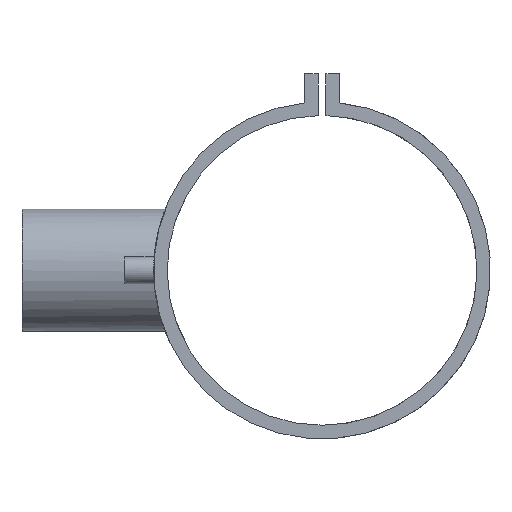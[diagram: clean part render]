
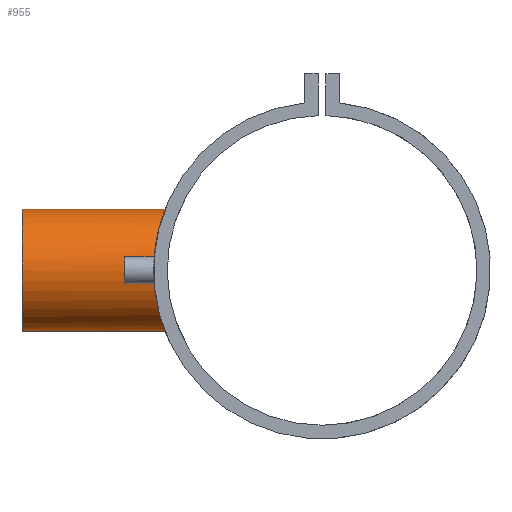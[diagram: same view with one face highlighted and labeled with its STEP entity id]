
A CAD part, left-side view. The second image highlights one B-rep face of the part: STEP entity #955.
In plain terms, the highlighted cylindrical face has radius 31.5 mm (diameter 63 mm), a partial arc.
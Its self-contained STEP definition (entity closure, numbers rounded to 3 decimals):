
#2 = CARTESIAN_POINT ( 'NONE',  ( -31.295, 86.925, 4.147 ) ) ;
#21 = CARTESIAN_POINT ( 'NONE',  ( -8.203, 81.505, 30.431 ) ) ;
#30 = CARTESIAN_POINT ( 'NONE',  ( -8.241, 81.489, -30.474 ) ) ;
#43 = DIRECTION ( 'NONE',  ( 0., 1., 0. ) ) ;
#66 = DIRECTION ( 'NONE',  ( 0., 1., 0. ) ) ;
#141 = CARTESIAN_POINT ( 'NONE',  ( -13.977, 82.288, -28.248 ) ) ;
#147 = CARTESIAN_POINT ( 'NONE',  ( -31.499, 87., 2.091 ) ) ;
#151 = EDGE_CURVE ( 'NONE', #291, #697, #192, .T. ) ;
#153 = CARTESIAN_POINT ( 'NONE',  ( 0., 0., -31.5 ) ) ;
#155 = CARTESIAN_POINT ( 'NONE',  ( -3.619, 81.176, -31.296 ) ) ;
#167 = CARTESIAN_POINT ( 'NONE',  ( -7.2, 81.41, 30.684 ) ) ;
#175 = CARTESIAN_POINT ( 'NONE',  ( -15.793, 82.62, -27.26 ) ) ;
#192 = LINE ( 'NONE', #201, #881 ) ;
#201 = CARTESIAN_POINT ( 'NONE',  ( 0., 0., 31.5 ) ) ;
#237 = ORIENTED_EDGE ( 'NONE', *, *, #278, .F. ) ;
#273 = CARTESIAN_POINT ( 'NONE',  ( -27.987, 85.79, -14.464 ) ) ;
#278 = EDGE_CURVE ( 'NONE', #893, #1853, #1284, .T. ) ;
#283 = CARTESIAN_POINT ( 'NONE',  ( -25.592, 85.038, -18.395 ) ) ;
#291 = VERTEX_POINT ( 'NONE', #1559 ) ;
#296 = CARTESIAN_POINT ( 'NONE',  ( -15.829, 82.611, 27.311 ) ) ;
#304 = CARTESIAN_POINT ( 'NONE',  ( -31.436, 86.977, -2.066 ) ) ;
#314 = CARTESIAN_POINT ( 'NONE',  ( -27.258, 85.554, -15.821 ) ) ;
#371 = CARTESIAN_POINT ( 'NONE',  ( 0., 155., 0. ) ) ;
#382 = CARTESIAN_POINT ( 'NONE',  ( 0., 155., -31.5 ) ) ;
#426 = CARTESIAN_POINT ( 'NONE',  ( -1.034, 81.097, -31.5 ) ) ;
#429 = CIRCLE ( 'NONE', #1738, 31.5 ) ;
#437 = CARTESIAN_POINT ( 'NONE',  ( -2.068, 81.117, -31.449 ) ) ;
#445 = CARTESIAN_POINT ( 'NONE',  ( -30.683, 86.707, 7.204 ) ) ;
#452 = EDGE_CURVE ( 'NONE', #291, #893, #1417, .T. ) ;
#453 = CARTESIAN_POINT ( 'NONE',  ( -23.681, 84.482, 20.797 ) ) ;
#466 = CARTESIAN_POINT ( 'NONE',  ( -11.649, 81.928, 29.272 ) ) ;
#513 = CARTESIAN_POINT ( 'NONE',  ( -2.101, 81.097, 31.5 ) ) ;
#524 = EDGE_LOOP ( 'NONE', ( #237, #542, #723, #623 ) ) ;
#542 = ORIENTED_EDGE ( 'NONE', *, *, #452, .F. ) ;
#563 = CARTESIAN_POINT ( 'NONE',  ( -25.592, 85.038, 18.395 ) ) ;
#574 = CARTESIAN_POINT ( 'NONE',  ( -4.162, 81.179, 31.292 ) ) ;
#586 = CARTESIAN_POINT ( 'NONE',  ( -21.557, 83.911, 22.991 ) ) ;
#595 = CARTESIAN_POINT ( 'NONE',  ( -19.218, 83.34, 24.98 ) ) ;
#604 = CARTESIAN_POINT ( 'NONE',  ( -5.687, 81.295, -30.987 ) ) ;
#623 = ORIENTED_EDGE ( 'NONE', *, *, #1306, .F. ) ;
#660 = CARTESIAN_POINT ( 'NONE',  ( 0., 81.097, 31.5 ) ) ;
#687 = CARTESIAN_POINT ( 'NONE',  ( 0., 155., 31.5 ) ) ;
#697 = VERTEX_POINT ( 'NONE', #687 ) ;
#709 = CARTESIAN_POINT ( 'NONE',  ( -5.17, 81.26, -31.077 ) ) ;
#719 = CARTESIAN_POINT ( 'NONE',  ( -31.398, 86.963, -2.59 ) ) ;
#723 = ORIENTED_EDGE ( 'NONE', *, *, #151, .T. ) ;
#739 = CARTESIAN_POINT ( 'NONE',  ( -26.73, 85.387, -16.697 ) ) ;
#747 = CARTESIAN_POINT ( 'NONE',  ( -28.286, 85.885, 14.013 ) ) ;
#827 = DIRECTION ( 'NONE',  ( 0., 0., 1. ) ) ;
#860 = CARTESIAN_POINT ( 'NONE',  ( -22.972, 84.287, -21.559 ) ) ;
#867 = CARTESIAN_POINT ( 'NONE',  ( -30.425, 86.616, 8.223 ) ) ;
#874 = CARTESIAN_POINT ( 'NONE',  ( -29.876, 86.422, -10.198 ) ) ;
#881 = VECTOR ( 'NONE', #43, 1000. ) ;
#885 = CARTESIAN_POINT ( 'NONE',  ( -31.243, 86.907, -4.154 ) ) ;
#888 = CARTESIAN_POINT ( 'NONE',  ( 0., 81.097, -31.5 ) ) ;
#893 = VERTEX_POINT ( 'NONE', #888 ) ;
#896 = CARTESIAN_POINT ( 'NONE',  ( -24.981, 84.855, -19.216 ) ) ;
#955 = ADVANCED_FACE ( 'NONE', ( #1041 ), #1603, .T. ) ;
#993 = CARTESIAN_POINT ( 'NONE',  ( -9.694, 81.673, 29.976 ) ) ;
#1003 = CARTESIAN_POINT ( 'NONE',  ( 0., 81.097, -31.5 ) ) ;
#1012 = CARTESIAN_POINT ( 'NONE',  ( -22.997, 84.292, 21.551 ) ) ;
#1020 = CARTESIAN_POINT ( 'NONE',  ( -31.488, 86.996, -1.024 ) ) ;
#1031 = CARTESIAN_POINT ( 'NONE',  ( -24.978, 84.854, 19.219 ) ) ;
#1041 = FACE_OUTER_BOUND ( 'NONE', #524, .T. ) ;
#1133 = CARTESIAN_POINT ( 'NONE',  ( -13.048, 82.135, -28.689 ) ) ;
#1142 = CARTESIAN_POINT ( 'NONE',  ( -17.11, 82.881, -26.453 ) ) ;
#1153 = CARTESIAN_POINT ( 'NONE',  ( -31.088, 86.852, -5.181 ) ) ;
#1161 = CARTESIAN_POINT ( 'NONE',  ( -20.802, 83.719, 23.677 ) ) ;
#1169 = CARTESIAN_POINT ( 'NONE',  ( -18.386, 83.151, 25.598 ) ) ;
#1241 = VECTOR ( 'NONE', #1703, 1000. ) ;
#1244 = DIRECTION ( 'NONE',  ( 0., 1., 0. ) ) ;
#1278 = CARTESIAN_POINT ( 'NONE',  ( -28.664, 86.014, -13.072 ) ) ;
#1284 = LINE ( 'NONE', #153, #1241 ) ;
#1286 = CARTESIAN_POINT ( 'NONE',  ( -20.809, 83.713, -23.737 ) ) ;
#1294 = AXIS2_PLACEMENT_3D ( 'NONE', #1470, #66, #1480 ) ;
#1295 = CARTESIAN_POINT ( 'NONE',  ( -24.002, 84.574, -20.406 ) ) ;
#1304 = CARTESIAN_POINT ( 'NONE',  ( -10.207, 81.716, -29.871 ) ) ;
#1306 = EDGE_CURVE ( 'NONE', #1853, #697, #429, .T. ) ;
#1312 = CARTESIAN_POINT ( 'NONE',  ( -28.22, 85.867, -14.005 ) ) ;
#1417 = B_SPLINE_CURVE_WITH_KNOTS ( 'NONE', 3,
 ( #660, #513, #574, #167, #21, #993, #1741, #1571, #466, #1722, #296, #1169, #595, #1161, #586, #1012, #453, #1031, #563, #1561, #747, #1602, #1580, #867, #445, #2, #147, #1730, #1020, #304, #719, #885, #1153, #1427, #874, #1445, #1278, #1312, #273, #314, #739, #283, #896, #1295, #1590, #860, #1454, #1286, #1434, #1142, #1716, #175, #1847, #141, #1133, #1304, #30, #604, #709, #1705, #155, #437, #426, #1003 ),
 .UNSPECIFIED., .F., .F.,
 ( 4, 2, 2, 2, 2, 2, 2, 2, 2, 2, 2, 2, 2, 2, 2, 2, 2, 2, 2, 2, 2, 2, 2, 2, 2, 2, 2, 2, 2, 2, 2, 4 ),
 ( 0., 0.006, 0.009, 0.011, 0.012, 0.019, 0.022, 0.025, 0.028, 0.031, 0.037, 0.04, 0.043, 0.05, 0.051, 0.053, 0.056, 0.062, 0.064, 0.065, 0.068, 0.071, 0.073, 0.074, 0.081, 0.082, 0.084, 0.087, 0.093, 0.095, 0.096, 0.099 ),
 .UNSPECIFIED. ) ;
#1427 = CARTESIAN_POINT ( 'NONE',  ( -30.478, 86.634, -8.224 ) ) ;
#1434 = CARTESIAN_POINT ( 'NONE',  ( -19.236, 83.331, -25.028 ) ) ;
#1445 = CARTESIAN_POINT ( 'NONE',  ( -28.876, 86.085, -12.597 ) ) ;
#1454 = CARTESIAN_POINT ( 'NONE',  ( -22.618, 84.191, -21.93 ) ) ;
#1470 = CARTESIAN_POINT ( 'NONE',  ( 0., 0., 0. ) ) ;
#1480 = DIRECTION ( 'NONE',  ( 0., 0., 1. ) ) ;
#1559 = CARTESIAN_POINT ( 'NONE',  ( 0., 81.097, 31.5 ) ) ;
#1561 = CARTESIAN_POINT ( 'NONE',  ( -27.318, 85.568, 15.819 ) ) ;
#1571 = CARTESIAN_POINT ( 'NONE',  ( -11.167, 81.861, 29.459 ) ) ;
#1580 = CARTESIAN_POINT ( 'NONE',  ( -29.819, 86.405, 10.206 ) ) ;
#1590 = CARTESIAN_POINT ( 'NONE',  ( -23.664, 84.479, -20.797 ) ) ;
#1602 = CARTESIAN_POINT ( 'NONE',  ( -29.469, 86.285, 11.174 ) ) ;
#1603 = CYLINDRICAL_SURFACE ( 'NONE', #1294, 31.5 ) ;
#1703 = DIRECTION ( 'NONE',  ( 0., 1., 0. ) ) ;
#1705 = CARTESIAN_POINT ( 'NONE',  ( -4.136, 81.201, -31.232 ) ) ;
#1716 = CARTESIAN_POINT ( 'NONE',  ( -16.677, 82.793, -26.728 ) ) ;
#1722 = CARTESIAN_POINT ( 'NONE',  ( -14.027, 82.28, 28.28 ) ) ;
#1730 = CARTESIAN_POINT ( 'NONE',  ( -31.5, 87., -0.504 ) ) ;
#1738 = AXIS2_PLACEMENT_3D ( 'NONE', #371, #1244, #827 ) ;
#1741 = CARTESIAN_POINT ( 'NONE',  ( -10.19, 81.733, 29.811 ) ) ;
#1847 = CARTESIAN_POINT ( 'NONE',  ( -15.342, 82.534, -27.516 ) ) ;
#1853 = VERTEX_POINT ( 'NONE', #382 ) ;
